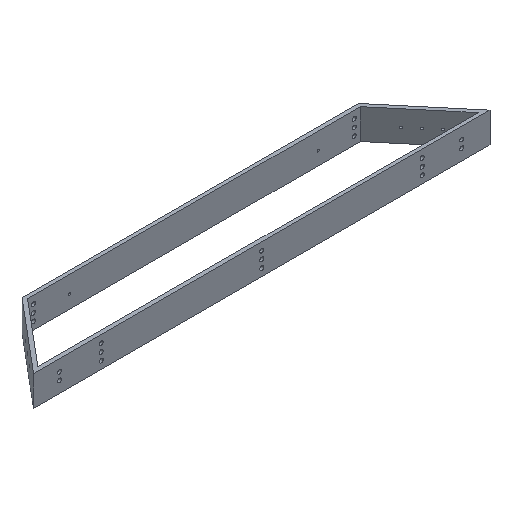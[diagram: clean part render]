
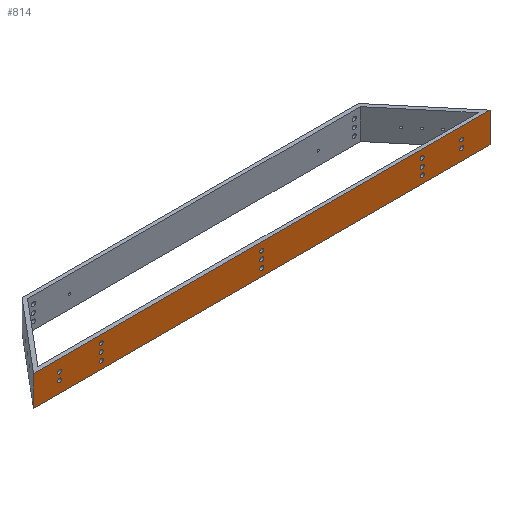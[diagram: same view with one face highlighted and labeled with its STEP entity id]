
A CAD part, isometric view. The second image highlights one B-rep face of the part: STEP entity #814.
In plain terms, the highlighted planar face has unit normal (0, -1, 0).
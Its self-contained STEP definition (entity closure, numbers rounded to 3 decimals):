
#57=FACE_BOUND('',#220,.T.);
#58=FACE_BOUND('',#221,.T.);
#59=FACE_BOUND('',#222,.T.);
#60=FACE_BOUND('',#223,.T.);
#61=FACE_BOUND('',#224,.T.);
#62=FACE_BOUND('',#225,.T.);
#63=FACE_BOUND('',#226,.T.);
#64=FACE_BOUND('',#227,.T.);
#65=FACE_BOUND('',#228,.T.);
#66=FACE_BOUND('',#229,.T.);
#67=FACE_BOUND('',#230,.T.);
#68=FACE_BOUND('',#231,.T.);
#69=FACE_BOUND('',#232,.T.);
#79=PLANE('',#895);
#140=FACE_OUTER_BOUND('',#219,.T.);
#219=EDGE_LOOP('',(#735,#736,#737,#738));
#220=EDGE_LOOP('',(#739));
#221=EDGE_LOOP('',(#740));
#222=EDGE_LOOP('',(#741));
#223=EDGE_LOOP('',(#742));
#224=EDGE_LOOP('',(#743));
#225=EDGE_LOOP('',(#744));
#226=EDGE_LOOP('',(#745));
#227=EDGE_LOOP('',(#746));
#228=EDGE_LOOP('',(#747));
#229=EDGE_LOOP('',(#748));
#230=EDGE_LOOP('',(#749));
#231=EDGE_LOOP('',(#750));
#232=EDGE_LOOP('',(#751));
#262=LINE('',#3130,#313);
#278=LINE('',#3162,#329);
#283=LINE('',#3172,#334);
#285=LINE('',#3175,#336);
#313=VECTOR('',#1042,10.);
#329=VECTOR('',#1068,10.);
#334=VECTOR('',#1077,10.);
#336=VECTOR('',#1081,10.);
#337=CIRCLE('',#831,2.55);
#339=CIRCLE('',#834,2.55);
#341=CIRCLE('',#837,2.55);
#343=CIRCLE('',#840,2.55);
#346=CIRCLE('',#844,2.551);
#348=CIRCLE('',#847,2.551);
#350=CIRCLE('',#850,2.551);
#352=CIRCLE('',#853,2.55);
#354=CIRCLE('',#856,2.55);
#356=CIRCLE('',#859,2.55);
#363=CIRCLE('',#870,2.551);
#365=CIRCLE('',#873,2.551);
#367=CIRCLE('',#876,2.551);
#375=VERTEX_POINT('',#1086);
#377=VERTEX_POINT('',#1092);
#379=VERTEX_POINT('',#1098);
#381=VERTEX_POINT('',#1104);
#384=VERTEX_POINT('',#1112);
#386=VERTEX_POINT('',#1118);
#388=VERTEX_POINT('',#1124);
#390=VERTEX_POINT('',#1130);
#392=VERTEX_POINT('',#1136);
#394=VERTEX_POINT('',#1142);
#417=VERTEX_POINT('',#3092);
#419=VERTEX_POINT('',#3098);
#421=VERTEX_POINT('',#3104);
#429=VERTEX_POINT('',#3128);
#430=VERTEX_POINT('',#3129);
#441=VERTEX_POINT('',#3161);
#444=VERTEX_POINT('',#3171);
#445=EDGE_CURVE('',#375,#375,#337,.T.);
#448=EDGE_CURVE('',#377,#377,#339,.T.);
#451=EDGE_CURVE('',#379,#379,#341,.T.);
#454=EDGE_CURVE('',#381,#381,#343,.T.);
#459=EDGE_CURVE('',#384,#384,#346,.T.);
#462=EDGE_CURVE('',#386,#386,#348,.T.);
#465=EDGE_CURVE('',#388,#388,#350,.T.);
#468=EDGE_CURVE('',#390,#390,#352,.T.);
#471=EDGE_CURVE('',#392,#392,#354,.T.);
#474=EDGE_CURVE('',#394,#394,#356,.T.);
#508=EDGE_CURVE('',#417,#417,#363,.T.);
#511=EDGE_CURVE('',#419,#419,#365,.T.);
#514=EDGE_CURVE('',#421,#421,#367,.T.);
#526=EDGE_CURVE('',#429,#430,#262,.T.);
#542=EDGE_CURVE('',#430,#441,#278,.T.);
#547=EDGE_CURVE('',#429,#444,#283,.T.);
#549=EDGE_CURVE('',#441,#444,#285,.T.);
#735=ORIENTED_EDGE('',*,*,#547,.F.);
#736=ORIENTED_EDGE('',*,*,#526,.T.);
#737=ORIENTED_EDGE('',*,*,#542,.T.);
#738=ORIENTED_EDGE('',*,*,#549,.T.);
#739=ORIENTED_EDGE('',*,*,#445,.T.);
#740=ORIENTED_EDGE('',*,*,#448,.T.);
#741=ORIENTED_EDGE('',*,*,#451,.T.);
#742=ORIENTED_EDGE('',*,*,#454,.T.);
#743=ORIENTED_EDGE('',*,*,#459,.F.);
#744=ORIENTED_EDGE('',*,*,#462,.F.);
#745=ORIENTED_EDGE('',*,*,#465,.F.);
#746=ORIENTED_EDGE('',*,*,#468,.F.);
#747=ORIENTED_EDGE('',*,*,#471,.F.);
#748=ORIENTED_EDGE('',*,*,#474,.F.);
#749=ORIENTED_EDGE('',*,*,#508,.F.);
#750=ORIENTED_EDGE('',*,*,#511,.F.);
#751=ORIENTED_EDGE('',*,*,#514,.F.);
#814=ADVANCED_FACE('',(#140,#57,#58,#59,#60,#61,#62,#63,#64,#65,#66,#67,
#68,#69),#79,.F.);
#831=AXIS2_PLACEMENT_3D('',#1087,#901,#902);
#834=AXIS2_PLACEMENT_3D('',#1093,#908,#909);
#837=AXIS2_PLACEMENT_3D('',#1099,#915,#916);
#840=AXIS2_PLACEMENT_3D('',#1105,#922,#923);
#844=AXIS2_PLACEMENT_3D('',#1114,#932,#933);
#847=AXIS2_PLACEMENT_3D('',#1120,#939,#940);
#850=AXIS2_PLACEMENT_3D('',#1126,#946,#947);
#853=AXIS2_PLACEMENT_3D('',#1132,#953,#954);
#856=AXIS2_PLACEMENT_3D('',#1138,#960,#961);
#859=AXIS2_PLACEMENT_3D('',#1144,#967,#968);
#870=AXIS2_PLACEMENT_3D('',#3093,#1000,#1001);
#873=AXIS2_PLACEMENT_3D('',#3099,#1007,#1008);
#876=AXIS2_PLACEMENT_3D('',#3105,#1014,#1015);
#895=AXIS2_PLACEMENT_3D('',#3174,#1079,#1080);
#901=DIRECTION('center_axis',(0.,1.,0.));
#902=DIRECTION('ref_axis',(0.,0.,-1.));
#908=DIRECTION('center_axis',(0.,1.,0.));
#909=DIRECTION('ref_axis',(0.,0.,-1.));
#915=DIRECTION('center_axis',(0.,1.,0.));
#916=DIRECTION('ref_axis',(0.,0.,-1.));
#922=DIRECTION('center_axis',(0.,1.,0.));
#923=DIRECTION('ref_axis',(0.,0.,-1.));
#932=DIRECTION('center_axis',(0.,-1.,0.));
#933=DIRECTION('ref_axis',(-1.,0.,0.));
#939=DIRECTION('center_axis',(0.,-1.,0.));
#940=DIRECTION('ref_axis',(-1.,0.,0.));
#946=DIRECTION('center_axis',(0.,-1.,0.));
#947=DIRECTION('ref_axis',(-1.,0.,0.));
#953=DIRECTION('center_axis',(0.,-1.,0.));
#954=DIRECTION('ref_axis',(0.,0.,-1.));
#960=DIRECTION('center_axis',(0.,-1.,0.));
#961=DIRECTION('ref_axis',(0.,0.,-1.));
#967=DIRECTION('center_axis',(0.,-1.,0.));
#968=DIRECTION('ref_axis',(0.,0.,-1.));
#1000=DIRECTION('center_axis',(0.,-1.,0.));
#1001=DIRECTION('ref_axis',(0.,0.,
-1.));
#1007=DIRECTION('center_axis',(0.,-1.,0.));
#1008=DIRECTION('ref_axis',(0.,0.,
-1.));
#1014=DIRECTION('center_axis',(0.,-1.,0.));
#1015=DIRECTION('ref_axis',(0.,0.,
-1.));
#1042=DIRECTION('',(-1.,0.,0.));
#1068=DIRECTION('',(0.,0.,-1.));
#1077=DIRECTION('',(0.,0.,-1.));
#1079=DIRECTION('center_axis',(0.,1.,0.));
#1080=DIRECTION('ref_axis',(1.,0.,0.));
#1081=DIRECTION('',(1.,0.,0.));
#1086=CARTESIAN_POINT('',(-18.,80.,-2.45));
#1087=CARTESIAN_POINT('Origin',(-18.,80.,-5.));
#1092=CARTESIAN_POINT('',(-18.,80.,7.55));
#1093=CARTESIAN_POINT('Origin',(-18.,80.,5.));
#1098=CARTESIAN_POINT('',(515.,80.,-2.45));
#1099=CARTESIAN_POINT('Origin',(515.,80.,-5.));
#1104=CARTESIAN_POINT('',(515.,80.,7.55));
#1105=CARTESIAN_POINT('Origin',(515.,80.,5.));
#1112=CARTESIAN_POINT('',(39.938,80.,-10.));
#1114=CARTESIAN_POINT('Origin',(37.387,80.,-10.));
#1118=CARTESIAN_POINT('',(39.938,80.,0.));
#1120=CARTESIAN_POINT('Origin',(37.387,80.,0.));
#1124=CARTESIAN_POINT('',(39.938,80.,10.));
#1126=CARTESIAN_POINT('Origin',(37.387,80.,10.));
#1130=CARTESIAN_POINT('',(250.,80.,2.55));
#1132=CARTESIAN_POINT('Origin',(250.,80.,0.));
#1136=CARTESIAN_POINT('',(250.,80.,-7.45));
#1138=CARTESIAN_POINT('Origin',(250.,80.,-10.));
#1142=CARTESIAN_POINT('',(250.,80.,12.55));
#1144=CARTESIAN_POINT('Origin',(250.,80.,10.));
#3092=CARTESIAN_POINT('',(462.613,80.,2.551));
#3093=CARTESIAN_POINT('Origin',(462.613,80.,0.));
#3098=CARTESIAN_POINT('',(462.613,80.,-7.449));
#3099=CARTESIAN_POINT('Origin',(462.613,80.,-10.));
#3104=CARTESIAN_POINT('',(462.613,80.,12.551));
#3105=CARTESIAN_POINT('Origin',(462.613,80.,10.));
#3128=CARTESIAN_POINT('',(552.441,80.,20.));
#3129=CARTESIAN_POINT('',(-52.441,80.,20.));
#3130=CARTESIAN_POINT('',(0.,80.,20.));
#3161=CARTESIAN_POINT('',(-52.441,80.,-20.));
#3162=CARTESIAN_POINT('',(-52.441,80.,0.));
#3171=CARTESIAN_POINT('',(552.441,80.,-20.));
#3172=CARTESIAN_POINT('',(552.441,80.,0.));
#3174=CARTESIAN_POINT('Origin',(-52.441,80.,0.));
#3175=CARTESIAN_POINT('',(0.,80.,-20.));
